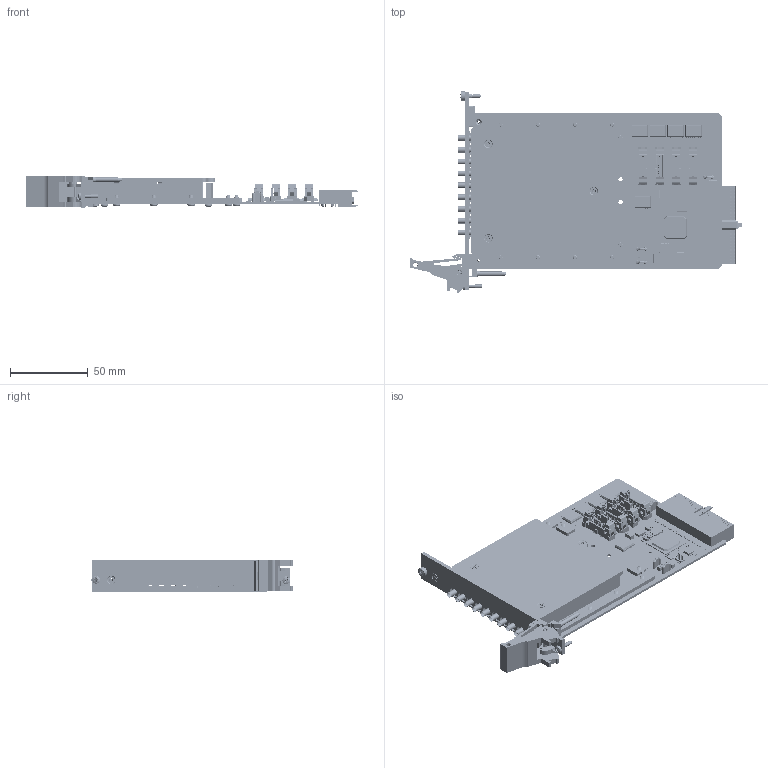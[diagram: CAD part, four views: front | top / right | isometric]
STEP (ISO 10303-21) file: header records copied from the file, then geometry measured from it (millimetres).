
FILE_DESCRIPTION (( 'STEP AP214' ), '1' );
FILE_NAME ('40-870-003 PXI 1 SLT Triple SPDT 50Ohm SMB 3GHz.STEP', '2013-09-11T15:42:30', ( 'admin' ), ( '' ), 'SwSTEP 2.0', 'SolidWorks 2012', '' );
FILE_SCHEMA (( 'AUTOMOTIVE_DESIGN' ));
Length unit declared in the file: millimetre
Products named in the file (1): 40-870-003 PXI 1 SLT Triple SPDT 50Ohm SMB 3GHz
Bounding box: 214.01 x 129.67 x 20 mm (x, y, z)
Surface area: 83948.7 mm2 (no closed solid volume)
Topology: 0 solids, 656 shells, 4022 faces, 17973 edges, 13918 vertices
Faces by surface type: plane 3100, cylinder 719, cone 112, torus 59, bspline 25, sphere 7
Full cylindrical faces by diameter (mm): 0.2 x1, 0.38 x9, 0.6 x110, 0.762 x57, 0.8 x4, 1.496 x2, 1.524 x8, 2 x5, 2.05 x1, 2.45 x7, 2.5 x3, 2.6 x1, 2.7 x3, 2.8 x1, 3 x3, 3.5 x9, 3.65 x9, 3.9 x8, 4.7 x4, 4.85 x13, 5 x3, 5.3 x1, 5.9 x1, 6 x1, 6.75 x9, 6.8 x3, 6.95 x9
Entity records: 230449 total; most frequent: CARTESIAN_POINT 46527, DIRECTION 27677, ORIENTED_EDGE 23656, EDGE_CURVE 17401, VERTEX_POINT 13770, VECTOR 13515, LINE 13515, AXIS2_PLACEMENT_3D 7081
